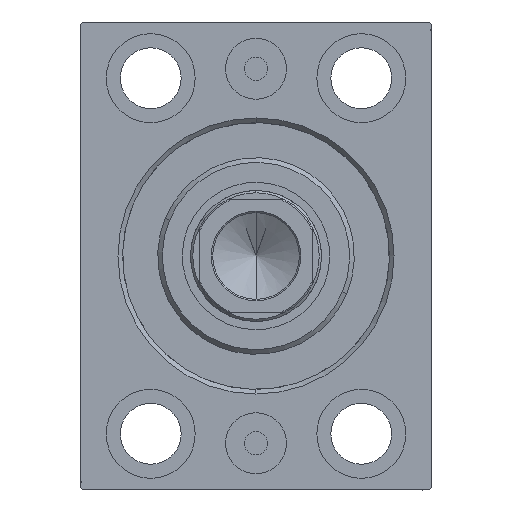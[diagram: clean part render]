
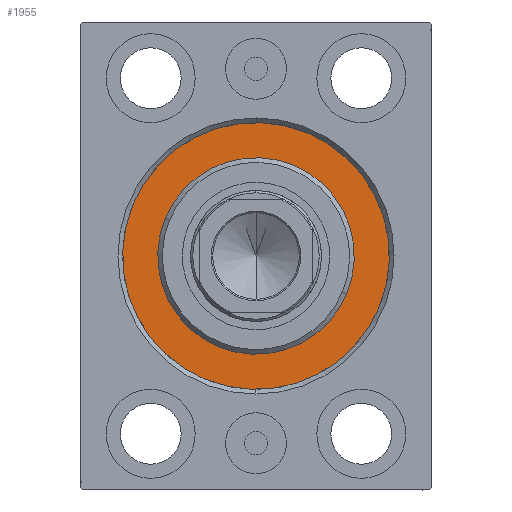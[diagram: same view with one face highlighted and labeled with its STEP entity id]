
A CAD part, left-side view. The second image highlights one B-rep face of the part: STEP entity #1955.
In plain terms, the highlighted face is planar.
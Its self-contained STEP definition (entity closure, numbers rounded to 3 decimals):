
#528 = DIRECTION ( 'NONE',  ( 0., 0., 1. ) ) ;
#1245 = AXIS2_PLACEMENT_3D ( 'NONE', #3217, #8979, #42867 ) ;
#1267 = ORIENTED_EDGE ( 'NONE', *, *, #22602, .F. ) ;
#1955 = ADVANCED_FACE ( 'NONE', ( #27122, #26900 ), #34408, .F. ) ;
#2128 = CARTESIAN_POINT ( 'NONE',  ( 0., 0., -28.5 ) ) ;
#2192 = DIRECTION ( 'NONE',  ( 1., 0., 0. ) ) ;
#3217 = CARTESIAN_POINT ( 'NONE',  ( 0., 0., 0. ) ) ;
#6135 = ORIENTED_EDGE ( 'NONE', *, *, #41082, .F. ) ;
#6247 = EDGE_CURVE ( 'NONE', #25074, #36826, #36063, .T. ) ;
#7310 = CIRCLE ( 'NONE', #18616, 21. ) ;
#8979 = DIRECTION ( 'NONE',  ( -1., 0., 0. ) ) ;
#15029 = EDGE_LOOP ( 'NONE', ( #6135, #39500 ) ) ;
#15122 = CARTESIAN_POINT ( 'NONE',  ( 0., 0., 0. ) ) ;
#16359 = DIRECTION ( 'NONE',  ( 0., 0., -1. ) ) ;
#16848 = CIRCLE ( 'NONE', #1245, 28.5 ) ;
#16866 = VERTEX_POINT ( 'NONE', #19177 ) ;
#16923 = DIRECTION ( 'NONE',  ( -1., 0., 0. ) ) ;
#16984 = AXIS2_PLACEMENT_3D ( 'NONE', #15122, #35493, #28642 ) ;
#17681 = AXIS2_PLACEMENT_3D ( 'NONE', #20454, #16923, #528 ) ;
#18616 = AXIS2_PLACEMENT_3D ( 'NONE', #28997, #27641, #40719 ) ;
#19177 = CARTESIAN_POINT ( 'NONE',  ( 0., 0., -21. ) ) ;
#20079 = VERTEX_POINT ( 'NONE', #40022 ) ;
#20454 = CARTESIAN_POINT ( 'NONE',  ( 0., 0., 0. ) ) ;
#22602 = EDGE_CURVE ( 'NONE', #16866, #20079, #7310, .T. ) ;
#23602 = EDGE_LOOP ( 'NONE', ( #33286, #1267 ) ) ;
#25074 = VERTEX_POINT ( 'NONE', #36524 ) ;
#26900 = FACE_OUTER_BOUND ( 'NONE', #15029, .T. ) ;
#27122 = FACE_BOUND ( 'NONE', #23602, .T. ) ;
#27641 = DIRECTION ( 'NONE',  ( 1., 0., 0. ) ) ;
#28642 = DIRECTION ( 'NONE',  ( 0., 0., 1. ) ) ;
#28997 = CARTESIAN_POINT ( 'NONE',  ( 0., 0., 0. ) ) ;
#33051 = EDGE_CURVE ( 'NONE', #20079, #16866, #41510, .T. ) ;
#33286 = ORIENTED_EDGE ( 'NONE', *, *, #33051, .F. ) ;
#34408 = PLANE ( 'NONE',  #17681 ) ;
#35493 = DIRECTION ( 'NONE',  ( -1., 0., 0. ) ) ;
#36063 = CIRCLE ( 'NONE', #16984, 28.5 ) ;
#36524 = CARTESIAN_POINT ( 'NONE',  ( 0., 0., 28.5 ) ) ;
#36537 = AXIS2_PLACEMENT_3D ( 'NONE', #39401, #2192, #16359 ) ;
#36826 = VERTEX_POINT ( 'NONE', #2128 ) ;
#39401 = CARTESIAN_POINT ( 'NONE',  ( 0., 0., 0. ) ) ;
#39500 = ORIENTED_EDGE ( 'NONE', *, *, #6247, .F. ) ;
#40022 = CARTESIAN_POINT ( 'NONE',  ( 0., 0., 21. ) ) ;
#40719 = DIRECTION ( 'NONE',  ( 0., 0., -1. ) ) ;
#41082 = EDGE_CURVE ( 'NONE', #36826, #25074, #16848, .T. ) ;
#41510 = CIRCLE ( 'NONE', #36537, 21. ) ;
#42867 = DIRECTION ( 'NONE',  ( 0., 0., 1. ) ) ;
